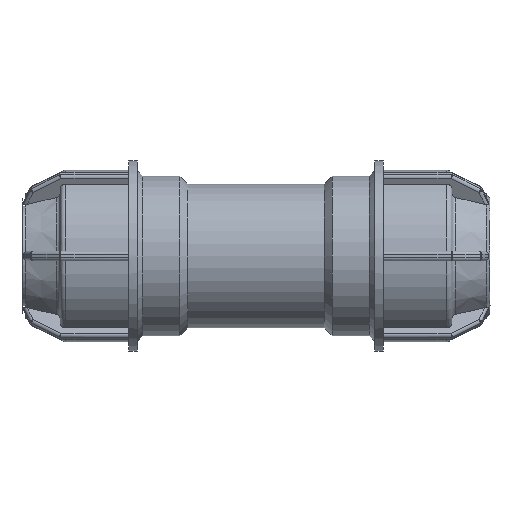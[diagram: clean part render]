
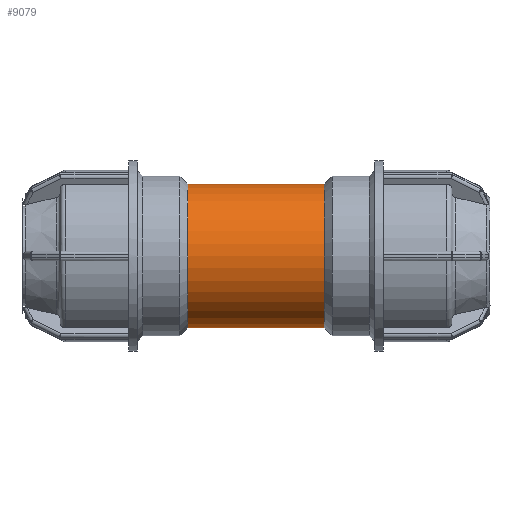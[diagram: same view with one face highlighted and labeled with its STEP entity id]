
A CAD part, front view. The second image highlights one B-rep face of the part: STEP entity #9079.
In plain terms, the highlighted cylindrical face has radius 23.04 mm (diameter 46.08 mm), a full revolution.
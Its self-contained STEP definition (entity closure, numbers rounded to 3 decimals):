
#1537=CIRCLE('',#9282,23.04);
#1704=CIRCLE('',#9648,23.04);
#2105=FACE_BOUND('',#3147,.T.);
#2106=FACE_BOUND('',#3148,.T.);
#2522=FACE_OUTER_BOUND('',#3146,.T.);
#3146=EDGE_LOOP('',(#7582));
#3147=EDGE_LOOP('',(#7583));
#3148=EDGE_LOOP('',(#7584));
#3362=B_SPLINE_CURVE_WITH_KNOTS('',3,(#13228,#13229,#13230,#13231,#13232,
#13233,#13234,#13235,#13236,#13237,#13238,#13239,#13240,#13241,#13242,#13243,
#13244,#13245,#13246,#13247,#13248,#13249,#13250,#13251,#13252,#13253,#13254,
#13255,#13256,#13257,#13258,#13259,#13260,#13261),.UNSPECIFIED.,.T.,.F.,
(4,2,2,2,2,2,2,2,2,2,2,2,2,2,2,2,4),(0.,0.212,0.424,
0.636,0.847,1.059,1.271,1.483,
1.695,1.907,2.119,2.33,2.542,
2.754,2.966,3.178,3.39),
 .UNSPECIFIED.);
#3618=VERTEX_POINT('',#13227);
#3620=VERTEX_POINT('',#13265);
#3883=VERTEX_POINT('',#14754);
#4425=EDGE_CURVE('',#3618,#3618,#3362,.T.);
#4427=EDGE_CURVE('',#3620,#3620,#1537,.T.);
#4876=EDGE_CURVE('',#3883,#3883,#1704,.T.);
#7582=ORIENTED_EDGE('',*,*,#4427,.T.);
#7583=ORIENTED_EDGE('',*,*,#4425,.T.);
#7584=ORIENTED_EDGE('',*,*,#4876,.F.);
#8619=CYLINDRICAL_SURFACE('',#10014,23.04);
#9079=ADVANCED_FACE('',(#2522,#2105,#2106),#8619,.T.);
#9282=AXIS2_PLACEMENT_3D('',#13266,#10410,#10411);
#9648=AXIS2_PLACEMENT_3D('',#14755,#11322,#11323);
#10014=AXIS2_PLACEMENT_3D('',#16258,#12234,#12235);
#10410=DIRECTION('center_axis',(1.,0.,0.));
#10411=DIRECTION('ref_axis',(0.,0.,-1.));
#11322=DIRECTION('center_axis',(1.,0.,0.));
#11323=DIRECTION('ref_axis',(0.,0.,-1.));
#12234=DIRECTION('center_axis',(1.,0.,0.));
#12235=DIRECTION('ref_axis',(0.,1.,0.));
#13227=CARTESIAN_POINT('',(0.,22.349,-5.6));
#13228=CARTESIAN_POINT('Ctrl Pts',(0.,22.349,
-5.6));
#13229=CARTESIAN_POINT('Ctrl Pts',(0.706,22.349,-5.6));
#13230=CARTESIAN_POINT('Ctrl Pts',(1.458,22.386,-5.458));
#13231=CARTESIAN_POINT('Ctrl Pts',(2.836,22.518,-4.886));
#13232=CARTESIAN_POINT('Ctrl Pts',(3.464,22.611,-4.455));
#13233=CARTESIAN_POINT('Ctrl Pts',(4.455,22.784,-3.464));
#13234=CARTESIAN_POINT('Ctrl Pts',(4.886,22.875,-2.836));
#13235=CARTESIAN_POINT('Ctrl Pts',(5.458,23.004,-1.457));
#13236=CARTESIAN_POINT('Ctrl Pts',(5.6,23.04,-0.706));
#13237=CARTESIAN_POINT('Ctrl Pts',(5.6,23.04,0.706));
#13238=CARTESIAN_POINT('Ctrl Pts',(5.458,23.004,1.457));
#13239=CARTESIAN_POINT('Ctrl Pts',(4.886,22.875,2.836));
#13240=CARTESIAN_POINT('Ctrl Pts',(4.455,22.784,3.464));
#13241=CARTESIAN_POINT('Ctrl Pts',(3.464,22.611,4.455));
#13242=CARTESIAN_POINT('Ctrl Pts',(2.836,22.518,4.886));
#13243=CARTESIAN_POINT('Ctrl Pts',(1.458,22.386,5.458));
#13244=CARTESIAN_POINT('Ctrl Pts',(0.706,22.349,5.6));
#13245=CARTESIAN_POINT('Ctrl Pts',(-0.706,22.349,
5.6));
#13246=CARTESIAN_POINT('Ctrl Pts',(-1.458,22.386,5.458));
#13247=CARTESIAN_POINT('Ctrl Pts',(-2.836,22.518,4.886));
#13248=CARTESIAN_POINT('Ctrl Pts',(-3.464,22.611,4.455));
#13249=CARTESIAN_POINT('Ctrl Pts',(-4.455,22.784,3.464));
#13250=CARTESIAN_POINT('Ctrl Pts',(-4.886,22.875,2.836));
#13251=CARTESIAN_POINT('Ctrl Pts',(-5.458,23.004,1.457));
#13252=CARTESIAN_POINT('Ctrl Pts',(-5.6,23.04,0.706));
#13253=CARTESIAN_POINT('Ctrl Pts',(-5.6,23.04,-0.706));
#13254=CARTESIAN_POINT('Ctrl Pts',(-5.458,23.004,-1.457));
#13255=CARTESIAN_POINT('Ctrl Pts',(-4.886,22.875,-2.836));
#13256=CARTESIAN_POINT('Ctrl Pts',(-4.455,22.784,-3.464));
#13257=CARTESIAN_POINT('Ctrl Pts',(-3.464,22.611,-4.455));
#13258=CARTESIAN_POINT('Ctrl Pts',(-2.836,22.518,-4.886));
#13259=CARTESIAN_POINT('Ctrl Pts',(-1.458,22.386,-5.458));
#13260=CARTESIAN_POINT('Ctrl Pts',(-0.706,22.349,-5.6));
#13261=CARTESIAN_POINT('Ctrl Pts',(0.,22.349,
-5.6));
#13265=CARTESIAN_POINT('',(-21.8,23.04,0.));
#13266=CARTESIAN_POINT('Origin',(-21.8,0.,0.));
#14754=CARTESIAN_POINT('',(21.8,23.04,0.));
#14755=CARTESIAN_POINT('Origin',(21.8,0.,0.));
#16258=CARTESIAN_POINT('Origin',(10.9,0.,0.));
